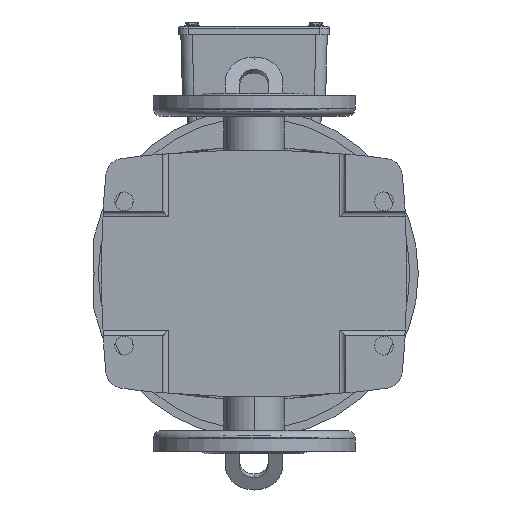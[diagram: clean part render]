
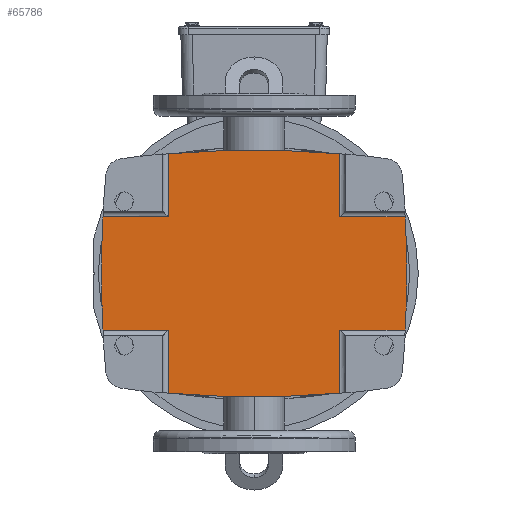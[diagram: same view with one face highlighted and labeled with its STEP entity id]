
A CAD part, front view. The second image highlights one B-rep face of the part: STEP entity #65786.
In plain terms, the highlighted planar face has unit normal (0, -1, 0).
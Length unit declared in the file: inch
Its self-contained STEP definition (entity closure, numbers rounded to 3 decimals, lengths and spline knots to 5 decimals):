
#202 = ORIENTED_EDGE ( 'NONE', *, *, #46167, .F. ) ;
#364 = DIRECTION ( 'NONE',  ( 0., 0., 1. ) ) ;
#624 = LINE ( 'NONE', #55215, #61833 ) ;
#955 = AXIS2_PLACEMENT_3D ( 'NONE', #39156, #49562, #67373 ) ;
#1351 = ORIENTED_EDGE ( 'NONE', *, *, #40960, .F. ) ;
#2347 = AXIS2_PLACEMENT_3D ( 'NONE', #46819, #47283, #47036 ) ;
#3436 = DIRECTION ( 'NONE',  ( 1., 0., 0. ) ) ;
#5754 = CARTESIAN_POINT ( 'NONE',  ( 0., 0.19685, -23.10236 ) ) ;
#5898 = CARTESIAN_POINT ( 'NONE',  ( -1.54265, 0.19685, -4.59646 ) ) ;
#6777 = CIRCLE ( 'NONE', #52837, 27.26527 ) ;
#7600 = CARTESIAN_POINT ( 'NONE',  ( -3.26434, 0.19685, 2.33625 ) ) ;
#7686 = ORIENTED_EDGE ( 'NONE', *, *, #31843, .T. ) ;
#8756 = DIRECTION ( 'NONE',  ( 1., 0., 0. ) ) ;
#9118 = EDGE_LOOP ( 'NONE', ( #43080, #1351, #49894, #7686, #69608, #56045, #66005, #68368, #61795, #202, #14233, #45585, #44798, #22716 ) ) ;
#9669 = CARTESIAN_POINT ( 'NONE',  ( -4.59646, 0.19685, 2.33625 ) ) ;
#11142 = CARTESIAN_POINT ( 'NONE',  ( 3.26434, 0.19685, -2.33625 ) ) ;
#11293 = VERTEX_POINT ( 'NONE', #26853 ) ;
#13390 = CIRCLE ( 'NONE', #2347, 27.26527 ) ;
#14233 = ORIENTED_EDGE ( 'NONE', *, *, #60653, .F. ) ;
#14802 = EDGE_CURVE ( 'NONE', #39921, #47518, #64878, .T. ) ;
#14862 = DIRECTION ( 'NONE',  ( 0., -1., 0. ) ) ;
#15192 = CARTESIAN_POINT ( 'NONE',  ( -4.59646, 0.19685, 2.33625 ) ) ;
#17100 = EDGE_CURVE ( 'NONE', #65300, #29585, #55433, .T. ) ;
#17362 = VERTEX_POINT ( 'NONE', #47306 ) ;
#18205 = VECTOR ( 'NONE', #21822, 39.37008 ) ;
#19399 = VECTOR ( 'NONE', #40976, 39.37008 ) ;
#19693 = CARTESIAN_POINT ( 'NONE',  ( 0., 0.19685, 4.16291 ) ) ;
#19781 = CARTESIAN_POINT ( 'NONE',  ( 0., 0.19685, -23.10236 ) ) ;
#21822 = DIRECTION ( 'NONE',  ( 1., 0., 0. ) ) ;
#22716 = ORIENTED_EDGE ( 'NONE', *, *, #47406, .T. ) ;
#25528 = CIRCLE ( 'NONE', #43812, 26.47079 ) ;
#26853 = CARTESIAN_POINT ( 'NONE',  ( 1.54265, 0.19685, 4.11924 ) ) ;
#27116 = VERTEX_POINT ( 'NONE', #53187 ) ;
#27237 = DIRECTION ( 'NONE',  ( 0., 0., 1. ) ) ;
#27530 = CARTESIAN_POINT ( 'NONE',  ( -4.59646, 0.19685, -2.33625 ) ) ;
#27863 = DIRECTION ( 'NONE',  ( 0., -1., 0. ) ) ;
#28427 = LINE ( 'NONE', #56584, #57648 ) ;
#28719 = LINE ( 'NONE', #33583, #57991 ) ;
#28926 = LINE ( 'NONE', #5898, #49345 ) ;
#29585 = VERTEX_POINT ( 'NONE', #11142 ) ;
#31611 = EDGE_CURVE ( 'NONE', #39331, #70141, #65486, .T. ) ;
#31639 = LINE ( 'NONE', #9669, #43147 ) ;
#31659 = CARTESIAN_POINT ( 'NONE',  ( -1.54265, 0.19685, -4.59646 ) ) ;
#31843 = EDGE_CURVE ( 'NONE', #70141, #63173, #34492, .T. ) ;
#32676 = CARTESIAN_POINT ( 'NONE',  ( 1.54265, 0.19685, -4.11924 ) ) ;
#33583 = CARTESIAN_POINT ( 'NONE',  ( 1.54265, 0.19685, -4.59646 ) ) ;
#34054 = EDGE_CURVE ( 'NONE', #27116, #11293, #28427, .T. ) ;
#34492 = LINE ( 'NONE', #40510, #19399 ) ;
#35233 = VERTEX_POINT ( 'NONE', #48842 ) ;
#35845 = EDGE_CURVE ( 'NONE', #35233, #63173, #624, .T. ) ;
#36479 = CARTESIAN_POINT ( 'NONE',  ( -1.54265, 0.19685, 4.11924 ) ) ;
#37621 = LINE ( 'NONE', #15192, #65952 ) ;
#38639 = CARTESIAN_POINT ( 'NONE',  ( 0., 0.19685, -4.16291 ) ) ;
#39156 = CARTESIAN_POINT ( 'NONE',  ( 0., 0.19685, 23.10236 ) ) ;
#39220 = EDGE_CURVE ( 'NONE', #17362, #66709, #28926, .T. ) ;
#39331 = VERTEX_POINT ( 'NONE', #7600 ) ;
#39921 = VERTEX_POINT ( 'NONE', #32676 ) ;
#40510 = CARTESIAN_POINT ( 'NONE',  ( -4.59646, 0.19685, -2.33625 ) ) ;
#40960 = EDGE_CURVE ( 'NONE', #39331, #17362, #37621, .T. ) ;
#40976 = DIRECTION ( 'NONE',  ( 1., 0., 0. ) ) ;
#41022 = CARTESIAN_POINT ( 'NONE',  ( 3.26434, 0.19685, 2.33625 ) ) ;
#43080 = ORIENTED_EDGE ( 'NONE', *, *, #39220, .F. ) ;
#43147 = VECTOR ( 'NONE', #3436, 39.37008 ) ;
#43812 = AXIS2_PLACEMENT_3D ( 'NONE', #67765, #61562, #364 ) ;
#44798 = ORIENTED_EDGE ( 'NONE', *, *, #55988, .T. ) ;
#45407 = DIRECTION ( 'NONE',  ( 0., -1., 0. ) ) ;
#45555 = DIRECTION ( 'NONE',  ( 0., 0., 1. ) ) ;
#45585 = ORIENTED_EDGE ( 'NONE', *, *, #34054, .T. ) ;
#45962 = DIRECTION ( 'NONE',  ( 0., 0., 1. ) ) ;
#46167 = EDGE_CURVE ( 'NONE', #66085, #29585, #25528, .T. ) ;
#46819 = CARTESIAN_POINT ( 'NONE',  ( 0., 0.19685, 23.10236 ) ) ;
#47036 = DIRECTION ( 'NONE',  ( 0., 0., 1. ) ) ;
#47283 = DIRECTION ( 'NONE',  ( 0., 1., 0. ) ) ;
#47306 = CARTESIAN_POINT ( 'NONE',  ( -1.54265, 0.19685, 2.33625 ) ) ;
#47406 = EDGE_CURVE ( 'NONE', #68410, #66709, #6777, .T. ) ;
#47518 = VERTEX_POINT ( 'NONE', #38639 ) ;
#48539 = DIRECTION ( 'NONE',  ( 0., 0., 1. ) ) ;
#48842 = CARTESIAN_POINT ( 'NONE',  ( -1.54265, 0.19685, -4.11924 ) ) ;
#49345 = VECTOR ( 'NONE', #45555, 39.37008 ) ;
#49562 = DIRECTION ( 'NONE',  ( 0., 1., 0. ) ) ;
#49894 = ORIENTED_EDGE ( 'NONE', *, *, #31611, .T. ) ;
#52041 = EDGE_CURVE ( 'NONE', #47518, #35233, #13390, .T. ) ;
#52837 = AXIS2_PLACEMENT_3D ( 'NONE', #19781, #14862, #48539 ) ;
#53187 = CARTESIAN_POINT ( 'NONE',  ( 1.54265, 0.19685, 2.33625 ) ) ;
#54265 = AXIS2_PLACEMENT_3D ( 'NONE', #5754, #45407, #62979 ) ;
#55215 = CARTESIAN_POINT ( 'NONE',  ( -1.54265, 0.19685, -4.59646 ) ) ;
#55413 = PLANE ( 'NONE',  #65256 ) ;
#55433 = LINE ( 'NONE', #27530, #18205 ) ;
#55988 = EDGE_CURVE ( 'NONE', #11293, #68410, #69029, .T. ) ;
#56045 = ORIENTED_EDGE ( 'NONE', *, *, #52041, .F. ) ;
#56584 = CARTESIAN_POINT ( 'NONE',  ( 1.54265, 0.19685, -4.59646 ) ) ;
#57241 = CARTESIAN_POINT ( 'NONE',  ( -1.54265, 0.19685, -2.33625 ) ) ;
#57648 = VECTOR ( 'NONE', #45962, 39.37008 ) ;
#57991 = VECTOR ( 'NONE', #72658, 39.37008 ) ;
#58208 = CARTESIAN_POINT ( 'NONE',  ( -3.26434, 0.19685, -2.33625 ) ) ;
#58798 = EDGE_CURVE ( 'NONE', #39921, #65300, #28719, .T. ) ;
#59524 = CARTESIAN_POINT ( 'NONE',  ( 1.54265, 0.19685, -2.33625 ) ) ;
#60165 = AXIS2_PLACEMENT_3D ( 'NONE', #72176, #27863, #61541 ) ;
#60653 = EDGE_CURVE ( 'NONE', #27116, #66085, #31639, .T. ) ;
#61541 = DIRECTION ( 'NONE',  ( 0., 0., 1. ) ) ;
#61562 = DIRECTION ( 'NONE',  ( 0., 1., 0. ) ) ;
#61795 = ORIENTED_EDGE ( 'NONE', *, *, #17100, .T. ) ;
#61833 = VECTOR ( 'NONE', #27237, 39.37008 ) ;
#62979 = DIRECTION ( 'NONE',  ( 0., 0., 1. ) ) ;
#63173 = VERTEX_POINT ( 'NONE', #57241 ) ;
#64878 = CIRCLE ( 'NONE', #955, 27.26527 ) ;
#65256 = AXIS2_PLACEMENT_3D ( 'NONE', #31659, #65835, #66330 ) ;
#65300 = VERTEX_POINT ( 'NONE', #59524 ) ;
#65486 = CIRCLE ( 'NONE', #60165, 26.47079 ) ;
#65786 = ADVANCED_FACE ( 'NONE', ( #67382 ), #55413, .F. ) ;
#65835 = DIRECTION ( 'NONE',  ( 0., 1., 0. ) ) ;
#65952 = VECTOR ( 'NONE', #8756, 39.37008 ) ;
#66005 = ORIENTED_EDGE ( 'NONE', *, *, #14802, .F. ) ;
#66085 = VERTEX_POINT ( 'NONE', #41022 ) ;
#66330 = DIRECTION ( 'NONE',  ( 0., 0., 1. ) ) ;
#66709 = VERTEX_POINT ( 'NONE', #36479 ) ;
#67373 = DIRECTION ( 'NONE',  ( 0., 0., 1. ) ) ;
#67382 = FACE_OUTER_BOUND ( 'NONE', #9118, .T. ) ;
#67765 = CARTESIAN_POINT ( 'NONE',  ( -23.10315, 0.19685, 0. ) ) ;
#68368 = ORIENTED_EDGE ( 'NONE', *, *, #58798, .T. ) ;
#68410 = VERTEX_POINT ( 'NONE', #19693 ) ;
#69029 = CIRCLE ( 'NONE', #54265, 27.26527 ) ;
#69608 = ORIENTED_EDGE ( 'NONE', *, *, #35845, .F. ) ;
#70141 = VERTEX_POINT ( 'NONE', #58208 ) ;
#72176 = CARTESIAN_POINT ( 'NONE',  ( 23.10315, 0.19685, 0. ) ) ;
#72658 = DIRECTION ( 'NONE',  ( 0., 0., 1. ) ) ;
